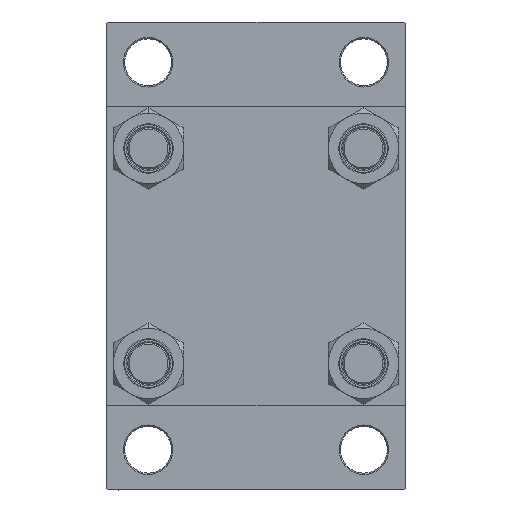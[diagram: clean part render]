
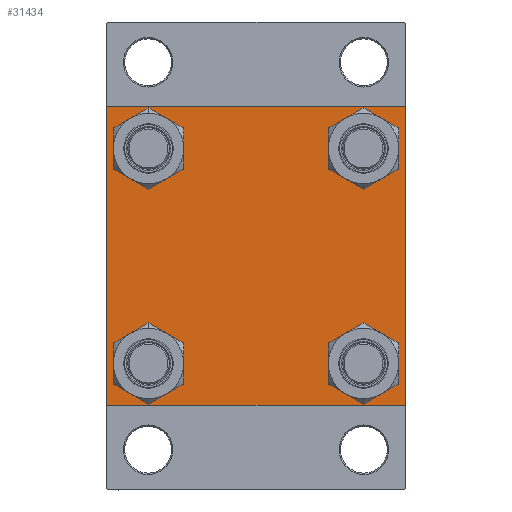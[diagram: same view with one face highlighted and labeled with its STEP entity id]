
A CAD part, left-side view. The second image highlights one B-rep face of the part: STEP entity #31434.
In plain terms, the highlighted planar face has unit normal (-1, 0, 0).
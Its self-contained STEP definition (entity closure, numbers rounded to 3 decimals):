
#899 = LINE ( 'NONE', #15728, #13265 ) ;
#1512 = VERTEX_POINT ( 'NONE', #17307 ) ;
#2121 = CIRCLE ( 'NONE', #30866, 8.5 ) ;
#2292 = CARTESIAN_POINT ( 'NONE',  ( 0., 41.35, 41.35 ) ) ;
#2478 = AXIS2_PLACEMENT_3D ( 'NONE', #19027, #4435, #19263 ) ;
#2888 = DIRECTION ( 'NONE',  ( 0., 0., 1. ) ) ;
#3016 = DIRECTION ( 'NONE',  ( 0., 0., 1. ) ) ;
#3217 = ORIENTED_EDGE ( 'NONE', *, *, #30714, .T. ) ;
#3262 = VERTEX_POINT ( 'NONE', #46355 ) ;
#3588 = FACE_BOUND ( 'NONE', #32888, .T. ) ;
#3680 = ORIENTED_EDGE ( 'NONE', *, *, #22137, .T. ) ;
#4306 = DIRECTION ( 'NONE',  ( 0., 0.707, -0.707 ) ) ;
#4383 = AXIS2_PLACEMENT_3D ( 'NONE', #2292, #36343, #3016 ) ;
#4403 = DIRECTION ( 'NONE',  ( 0., 0., 1. ) ) ;
#4435 = DIRECTION ( 'NONE',  ( 1., 0., 0. ) ) ;
#4564 = ORIENTED_EDGE ( 'NONE', *, *, #44253, .T. ) ;
#4691 = VERTEX_POINT ( 'NONE', #16635 ) ;
#6008 = DIRECTION ( 'NONE',  ( 0., 0., 1. ) ) ;
#6080 = AXIS2_PLACEMENT_3D ( 'NONE', #11770, #11281, #45366 ) ;
#6761 = CARTESIAN_POINT ( 'NONE',  ( 0., 57.5, 57.5 ) ) ;
#6997 = VECTOR ( 'NONE', #35014, 1000. ) ;
#7229 = CIRCLE ( 'NONE', #15004, 8.5 ) ;
#7442 = FACE_BOUND ( 'NONE', #33872, .T. ) ;
#7842 = VERTEX_POINT ( 'NONE', #13529 ) ;
#7895 = EDGE_CURVE ( 'NONE', #1512, #43743, #47993, .T. ) ;
#8651 = VECTOR ( 'NONE', #4306, 1000. ) ;
#8851 = EDGE_CURVE ( 'NONE', #4691, #28403, #27786, .T. ) ;
#9196 = CARTESIAN_POINT ( 'NONE',  ( 0., 57.5, 57.5 ) ) ;
#9224 = DIRECTION ( 'NONE',  ( 1., 0., 0. ) ) ;
#9853 = VERTEX_POINT ( 'NONE', #27497 ) ;
#10049 = ORIENTED_EDGE ( 'NONE', *, *, #22154, .T. ) ;
#10211 = CARTESIAN_POINT ( 'NONE',  ( 0., 41.35, -49.85 ) ) ;
#10721 = ORIENTED_EDGE ( 'NONE', *, *, #13332, .T. ) ;
#11099 = EDGE_CURVE ( 'NONE', #43743, #1512, #2121, .T. ) ;
#11281 = DIRECTION ( 'NONE',  ( 1., 0., 0. ) ) ;
#11579 = CARTESIAN_POINT ( 'NONE',  ( 0., 0., 0. ) ) ;
#11590 = CARTESIAN_POINT ( 'NONE',  ( 0., 57.25, 57.25 ) ) ;
#11693 = CARTESIAN_POINT ( 'NONE',  ( 0., 57.5, 57. ) ) ;
#11770 = CARTESIAN_POINT ( 'NONE',  ( 0., 41.35, -41.35 ) ) ;
#11967 = EDGE_LOOP ( 'NONE', ( #20437, #10049, #16288, #3217, #15621, #3680, #45141, #12636 ) ) ;
#12042 = VECTOR ( 'NONE', #30718, 1000. ) ;
#12636 = ORIENTED_EDGE ( 'NONE', *, *, #24306, .T. ) ;
#13265 = VECTOR ( 'NONE', #16201, 1000. ) ;
#13332 = EDGE_CURVE ( 'NONE', #47751, #44344, #46492, .T. ) ;
#13529 = CARTESIAN_POINT ( 'NONE',  ( 0., 57., 57.5 ) ) ;
#13847 = CARTESIAN_POINT ( 'NONE',  ( 0., 57.5, -57.5 ) ) ;
#14669 = EDGE_LOOP ( 'NONE', ( #15360, #4564 ) ) ;
#14678 = ORIENTED_EDGE ( 'NONE', *, *, #11099, .T. ) ;
#15004 = AXIS2_PLACEMENT_3D ( 'NONE', #37729, #9224, #4403 ) ;
#15047 = EDGE_CURVE ( 'NONE', #31397, #38969, #17970, .T. ) ;
#15360 = ORIENTED_EDGE ( 'NONE', *, *, #24892, .T. ) ;
#15621 = ORIENTED_EDGE ( 'NONE', *, *, #26872, .F. ) ;
#15725 = LINE ( 'NONE', #11590, #8651 ) ;
#15728 = CARTESIAN_POINT ( 'NONE',  ( 0., -57.25, 57.25 ) ) ;
#16201 = DIRECTION ( 'NONE',  ( 0., 0.707, 0.707 ) ) ;
#16208 = EDGE_CURVE ( 'NONE', #44344, #47751, #20128, .T. ) ;
#16288 = ORIENTED_EDGE ( 'NONE', *, *, #15047, .T. ) ;
#16341 = VECTOR ( 'NONE', #35676, 1000. ) ;
#16635 = CARTESIAN_POINT ( 'NONE',  ( 0., 41.35, 49.85 ) ) ;
#16771 = EDGE_CURVE ( 'NONE', #28403, #4691, #38055, .T. ) ;
#17260 = DIRECTION ( 'NONE',  ( 0., -1., 0. ) ) ;
#17307 = CARTESIAN_POINT ( 'NONE',  ( 0., -41.35, 32.85 ) ) ;
#17517 = EDGE_LOOP ( 'NONE', ( #38939, #19876 ) ) ;
#17715 = VERTEX_POINT ( 'NONE', #22960 ) ;
#17951 = LINE ( 'NONE', #6761, #24897 ) ;
#17970 = LINE ( 'NONE', #13847, #25559 ) ;
#18625 = CARTESIAN_POINT ( 'NONE',  ( 0., -41.35, 49.85 ) ) ;
#18645 = DIRECTION ( 'NONE',  ( 0., 0., 1. ) ) ;
#19027 = CARTESIAN_POINT ( 'NONE',  ( 0., -41.35, -41.35 ) ) ;
#19130 = PLANE ( 'NONE',  #36428 ) ;
#19173 = LINE ( 'NONE', #30130, #23486 ) ;
#19263 = DIRECTION ( 'NONE',  ( 0., 0., 1. ) ) ;
#19282 = CARTESIAN_POINT ( 'NONE',  ( 0., -57.25, -57.25 ) ) ;
#19876 = ORIENTED_EDGE ( 'NONE', *, *, #16771, .T. ) ;
#19923 = LINE ( 'NONE', #9196, #6997 ) ;
#20128 = CIRCLE ( 'NONE', #32583, 8.5 ) ;
#20437 = ORIENTED_EDGE ( 'NONE', *, *, #34547, .T. ) ;
#20828 = CARTESIAN_POINT ( 'NONE',  ( 0., 57.25, -57.25 ) ) ;
#21092 = DIRECTION ( 'NONE',  ( 1., 0., 0. ) ) ;
#21112 = ORIENTED_EDGE ( 'NONE', *, *, #7895, .T. ) ;
#21230 = EDGE_CURVE ( 'NONE', #7842, #33070, #17951, .T. ) ;
#21320 = LINE ( 'NONE', #20828, #16341 ) ;
#21611 = DIRECTION ( 'NONE',  ( 0., -1., 0. ) ) ;
#22137 = EDGE_CURVE ( 'NONE', #17715, #33070, #899, .T. ) ;
#22154 = EDGE_CURVE ( 'NONE', #22996, #31397, #21320, .T. ) ;
#22294 = FACE_BOUND ( 'NONE', #14669, .T. ) ;
#22531 = FACE_OUTER_BOUND ( 'NONE', #11967, .T. ) ;
#22960 = CARTESIAN_POINT ( 'NONE',  ( 0., -57.5, 57. ) ) ;
#22996 = VERTEX_POINT ( 'NONE', #37199 ) ;
#23294 = DIRECTION ( 'NONE',  ( 0., 0., -1. ) ) ;
#23486 = VECTOR ( 'NONE', #23294, 1000. ) ;
#24306 = EDGE_CURVE ( 'NONE', #7842, #41684, #15725, .T. ) ;
#24622 = DIRECTION ( 'NONE',  ( 0., 0., 1. ) ) ;
#24892 = EDGE_CURVE ( 'NONE', #9853, #3262, #43680, .T. ) ;
#24897 = VECTOR ( 'NONE', #21611, 1000. ) ;
#25427 = AXIS2_PLACEMENT_3D ( 'NONE', #44877, #41224, #44395 ) ;
#25559 = VECTOR ( 'NONE', #17260, 1000. ) ;
#26872 = EDGE_CURVE ( 'NONE', #17715, #39248, #19173, .T. ) ;
#27497 = CARTESIAN_POINT ( 'NONE',  ( 0., -41.35, -32.85 ) ) ;
#27786 = CIRCLE ( 'NONE', #4383, 8.5 ) ;
#28284 = DIRECTION ( 'NONE',  ( 1., 0., 0. ) ) ;
#28403 = VERTEX_POINT ( 'NONE', #30341 ) ;
#28614 = CARTESIAN_POINT ( 'NONE',  ( 0., -57.5, -57. ) ) ;
#30130 = CARTESIAN_POINT ( 'NONE',  ( 0., -57.5, 57.5 ) ) ;
#30136 = CARTESIAN_POINT ( 'NONE',  ( 0., 41.35, -32.85 ) ) ;
#30161 = CARTESIAN_POINT ( 'NONE',  ( 0., -57., 57.5 ) ) ;
#30276 = AXIS2_PLACEMENT_3D ( 'NONE', #35822, #28284, #24622 ) ;
#30341 = CARTESIAN_POINT ( 'NONE',  ( 0., 41.35, 32.85 ) ) ;
#30714 = EDGE_CURVE ( 'NONE', #38969, #39248, #38505, .T. ) ;
#30718 = DIRECTION ( 'NONE',  ( 0., -0.707, 0.707 ) ) ;
#30866 = AXIS2_PLACEMENT_3D ( 'NONE', #33029, #43290, #2888 ) ;
#31397 = VERTEX_POINT ( 'NONE', #33972 ) ;
#31434 = ADVANCED_FACE ( 'NONE', ( #7442, #22294, #3588, #45429, #22531 ), #19130, .T. ) ;
#32051 = CARTESIAN_POINT ( 'NONE',  ( 0., 41.35, -41.35 ) ) ;
#32583 = AXIS2_PLACEMENT_3D ( 'NONE', #32051, #21092, #6008 ) ;
#32888 = EDGE_LOOP ( 'NONE', ( #10721, #36188 ) ) ;
#33029 = CARTESIAN_POINT ( 'NONE',  ( 0., -41.35, 41.35 ) ) ;
#33070 = VERTEX_POINT ( 'NONE', #30161 ) ;
#33872 = EDGE_LOOP ( 'NONE', ( #14678, #21112 ) ) ;
#33972 = CARTESIAN_POINT ( 'NONE',  ( 0., 57., -57.5 ) ) ;
#34547 = EDGE_CURVE ( 'NONE', #41684, #22996, #19923, .T. ) ;
#35014 = DIRECTION ( 'NONE',  ( 0., 0., -1. ) ) ;
#35676 = DIRECTION ( 'NONE',  ( 0., -0.707, -0.707 ) ) ;
#35822 = CARTESIAN_POINT ( 'NONE',  ( 0., 41.35, 41.35 ) ) ;
#36188 = ORIENTED_EDGE ( 'NONE', *, *, #16208, .T. ) ;
#36343 = DIRECTION ( 'NONE',  ( 1., 0., 0. ) ) ;
#36428 = AXIS2_PLACEMENT_3D ( 'NONE', #11579, #40576, #18645 ) ;
#37199 = CARTESIAN_POINT ( 'NONE',  ( 0., 57.5, -57. ) ) ;
#37392 = CARTESIAN_POINT ( 'NONE',  ( 0., -57., -57.5 ) ) ;
#37729 = CARTESIAN_POINT ( 'NONE',  ( 0., -41.35, -41.35 ) ) ;
#38055 = CIRCLE ( 'NONE', #30276, 8.5 ) ;
#38505 = LINE ( 'NONE', #19282, #12042 ) ;
#38939 = ORIENTED_EDGE ( 'NONE', *, *, #8851, .T. ) ;
#38969 = VERTEX_POINT ( 'NONE', #37392 ) ;
#39248 = VERTEX_POINT ( 'NONE', #28614 ) ;
#40576 = DIRECTION ( 'NONE',  ( -1., 0., 0. ) ) ;
#41224 = DIRECTION ( 'NONE',  ( 1., 0., 0. ) ) ;
#41684 = VERTEX_POINT ( 'NONE', #11693 ) ;
#43290 = DIRECTION ( 'NONE',  ( 1., 0., 0. ) ) ;
#43680 = CIRCLE ( 'NONE', #2478, 8.5 ) ;
#43743 = VERTEX_POINT ( 'NONE', #18625 ) ;
#44253 = EDGE_CURVE ( 'NONE', #3262, #9853, #7229, .T. ) ;
#44344 = VERTEX_POINT ( 'NONE', #10211 ) ;
#44395 = DIRECTION ( 'NONE',  ( 0., 0., 1. ) ) ;
#44877 = CARTESIAN_POINT ( 'NONE',  ( 0., -41.35, 41.35 ) ) ;
#45141 = ORIENTED_EDGE ( 'NONE', *, *, #21230, .F. ) ;
#45366 = DIRECTION ( 'NONE',  ( 0., 0., 1. ) ) ;
#45429 = FACE_BOUND ( 'NONE', #17517, .T. ) ;
#46355 = CARTESIAN_POINT ( 'NONE',  ( 0., -41.35, -49.85 ) ) ;
#46492 = CIRCLE ( 'NONE', #6080, 8.5 ) ;
#47751 = VERTEX_POINT ( 'NONE', #30136 ) ;
#47993 = CIRCLE ( 'NONE', #25427, 8.5 ) ;
